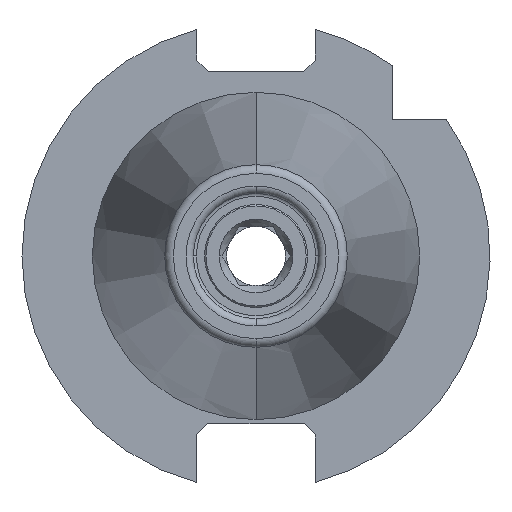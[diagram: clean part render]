
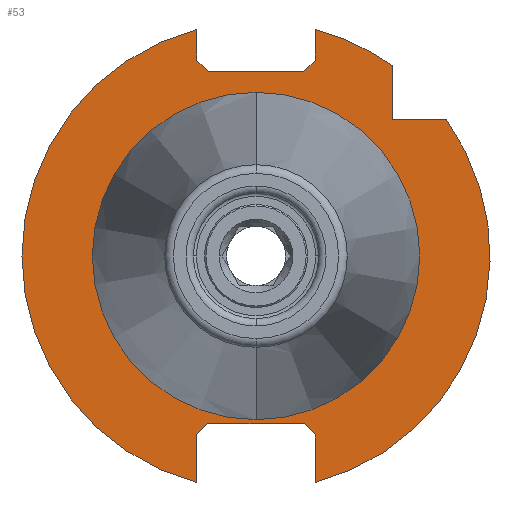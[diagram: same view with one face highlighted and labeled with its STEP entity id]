
A CAD part, left-side view. The second image highlights one B-rep face of the part: STEP entity #53.
In plain terms, the highlighted planar face has unit normal (-1, 0, 0).
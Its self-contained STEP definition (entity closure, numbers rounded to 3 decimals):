
#53 = ADVANCED_FACE ( 'NONE', ( #1330, #1337 ), #1962, .F. ) ;
#273 = VERTEX_POINT ( 'NONE', #3478 ) ;
#369 = VERTEX_POINT ( 'NONE', #3574 ) ;
#370 = VERTEX_POINT ( 'NONE', #3575 ) ;
#372 = VERTEX_POINT ( 'NONE', #3577 ) ;
#374 = VERTEX_POINT ( 'NONE', #3579 ) ;
#375 = VERTEX_POINT ( 'NONE', #3580 ) ;
#376 = VERTEX_POINT ( 'NONE', #3581 ) ;
#378 = VERTEX_POINT ( 'NONE', #3583 ) ;
#399 = VERTEX_POINT ( 'NONE', #3604 ) ;
#400 = VERTEX_POINT ( 'NONE', #3605 ) ;
#402 = VERTEX_POINT ( 'NONE', #3607 ) ;
#403 = VERTEX_POINT ( 'NONE', #3608 ) ;
#423 = VERTEX_POINT ( 'NONE', #3628 ) ;
#461 = VERTEX_POINT ( 'NONE', #3666 ) ;
#468 = VERTEX_POINT ( 'NONE', #3673 ) ;
#480 = VERTEX_POINT ( 'NONE', #3685 ) ;
#485 = VERTEX_POINT ( 'NONE', #3690 ) ;
#584 = EDGE_LOOP ( 'NONE', ( #984, #985, #986, #987, #988, #989, #990, #991, #992, #993, #994, #995, #996, #997, #998 ) ) ;
#603 = EDGE_LOOP ( 'NONE', ( #982, #983 ) ) ;
#982 = ORIENTED_EDGE ( 'NONE', *, *, #1395, .F. ) ;
#983 = ORIENTED_EDGE ( 'NONE', *, *, #1531, .F. ) ;
#984 = ORIENTED_EDGE ( 'NONE', *, *, #1532, .T. ) ;
#985 = ORIENTED_EDGE ( 'NONE', *, *, #1533, .T. ) ;
#986 = ORIENTED_EDGE ( 'NONE', *, *, #1475, .T. ) ;
#987 = ORIENTED_EDGE ( 'NONE', *, *, #1534, .T. ) ;
#988 = ORIENTED_EDGE ( 'NONE', *, *, #1535, .T. ) ;
#989 = ORIENTED_EDGE ( 'NONE', *, *, #1529, .T. ) ;
#990 = ORIENTED_EDGE ( 'NONE', *, *, #1536, .T. ) ;
#991 = ORIENTED_EDGE ( 'NONE', *, *, #1537, .T. ) ;
#992 = ORIENTED_EDGE ( 'NONE', *, *, #1538, .T. ) ;
#993 = ORIENTED_EDGE ( 'NONE', *, *, #1539, .T. ) ;
#994 = ORIENTED_EDGE ( 'NONE', *, *, #1540, .T. ) ;
#995 = ORIENTED_EDGE ( 'NONE', *, *, #5518, .T. ) ;
#996 = ORIENTED_EDGE ( 'NONE', *, *, #1541, .T. ) ;
#997 = ORIENTED_EDGE ( 'NONE', *, *, #1542, .T. ) ;
#998 = ORIENTED_EDGE ( 'NONE', *, *, #1543, .T. ) ;
#1330 = FACE_BOUND ( 'NONE', #603, .T. ) ;
#1337 = FACE_OUTER_BOUND ( 'NONE', #584, .T. ) ;
#1395 = EDGE_CURVE ( 'NONE', #273, #423, #2584, .T. ) ;
#1475 = EDGE_CURVE ( 'NONE', #461, #468, #2660, .T. ) ;
#1529 = EDGE_CURVE ( 'NONE', #400, #402, #2734, .T. ) ;
#1531 = EDGE_CURVE ( 'NONE', #423, #273, #2741, .T. ) ;
#1532 = EDGE_CURVE ( 'NONE', #403, #369, #2743, .T. ) ;
#1533 = EDGE_CURVE ( 'NONE', #369, #461, #2744, .T. ) ;
#1534 = EDGE_CURVE ( 'NONE', #468, #370, #2746, .T. ) ;
#1535 = EDGE_CURVE ( 'NONE', #370, #400, #2748, .T. ) ;
#1536 = EDGE_CURVE ( 'NONE', #402, #372, #2750, .T. ) ;
#1537 = EDGE_CURVE ( 'NONE', #372, #374, #2752, .T. ) ;
#1538 = EDGE_CURVE ( 'NONE', #374, #375, #2754, .T. ) ;
#1539 = EDGE_CURVE ( 'NONE', #375, #376, #2756, .T. ) ;
#1540 = EDGE_CURVE ( 'NONE', #376, #480, #2758, .T. ) ;
#1541 = EDGE_CURVE ( 'NONE', #485, #399, #2760, .T. ) ;
#1542 = EDGE_CURVE ( 'NONE', #399, #378, #2762, .T. ) ;
#1543 = EDGE_CURVE ( 'NONE', #378, #403, #2764, .T. ) ;
#1725 = AXIS2_PLACEMENT_3D ( 'NONE', #1959, #1964, #1965 ) ;
#1959 = CARTESIAN_POINT ( 'NONE',  ( 71.6, 22.225, 0. ) ) ;
#1962 = PLANE ( 'NONE',  #1725 ) ;
#1964 = DIRECTION ( 'NONE',  ( 1., 0., 0. ) ) ;
#1965 = DIRECTION ( 'NONE',  ( 0., 0., -1. ) ) ;
#2584 = CIRCLE ( 'NONE', #3290, 22.225 ) ;
#2660 = CIRCLE ( 'NONE', #3323, 31.775 ) ;
#2734 = CIRCLE ( 'NONE', #3339, 31.775 ) ;
#2741 = CIRCLE ( 'NONE', #3340, 22.225 ) ;
#2743 = LINE ( 'NONE', #4324, #2745 ) ;
#2744 = LINE ( 'NONE', #4332, #2747 ) ;
#2745 = VECTOR ( 'NONE', #4325, 1000. ) ;
#2746 = LINE ( 'NONE', #4334, #2749 ) ;
#2747 = VECTOR ( 'NONE', #4333, 1000. ) ;
#2748 = LINE ( 'NONE', #4336, #2751 ) ;
#2749 = VECTOR ( 'NONE', #4335, 1000. ) ;
#2750 = LINE ( 'NONE', #4338, #2753 ) ;
#2751 = VECTOR ( 'NONE', #4337, 1000. ) ;
#2752 = LINE ( 'NONE', #4340, #2755 ) ;
#2753 = VECTOR ( 'NONE', #4339, 1000. ) ;
#2754 = LINE ( 'NONE', #4342, #2757 ) ;
#2755 = VECTOR ( 'NONE', #4341, 1000. ) ;
#2756 = LINE ( 'NONE', #4344, #2759 ) ;
#2757 = VECTOR ( 'NONE', #4343, 1000. ) ;
#2758 = LINE ( 'NONE', #4346, #2761 ) ;
#2759 = VECTOR ( 'NONE', #4345, 1000. ) ;
#2760 = LINE ( 'NONE', #4348, #2763 ) ;
#2761 = VECTOR ( 'NONE', #4347, 1000. ) ;
#2762 = LINE ( 'NONE', #4350, #2765 ) ;
#2763 = VECTOR ( 'NONE', #4349, 1000. ) ;
#2764 = LINE ( 'NONE', #4352, #2767 ) ;
#2765 = VECTOR ( 'NONE', #4351, 1000. ) ;
#2767 = VECTOR ( 'NONE', #4353, 1000. ) ;
#2943 = CIRCLE ( 'NONE', #3392, 31.775 ) ;
#3290 = AXIS2_PLACEMENT_3D ( 'NONE', #3860, #3861, #3862 ) ;
#3323 = AXIS2_PLACEMENT_3D ( 'NONE', #4169, #4170, #4171 ) ;
#3339 = AXIS2_PLACEMENT_3D ( 'NONE', #4326, #4327, #4328 ) ;
#3340 = AXIS2_PLACEMENT_3D ( 'NONE', #4329, #4330, #4331 ) ;
#3392 = AXIS2_PLACEMENT_3D ( 'NONE', #4871, #4872, #4873 ) ;
#3478 = CARTESIAN_POINT ( 'NONE',  ( 71.6, 0., 22.225 ) ) ;
#3574 = CARTESIAN_POINT ( 'NONE',  ( 71.6, -8.05, -24.3 ) ) ;
#3575 = CARTESIAN_POINT ( 'NONE',  ( 71.6, -18.5, 18.5 ) ) ;
#3577 = CARTESIAN_POINT ( 'NONE',  ( 71.6, -8.05, 26.6 ) ) ;
#3579 = CARTESIAN_POINT ( 'NONE',  ( 71.6, -6.45, 25. ) ) ;
#3580 = CARTESIAN_POINT ( 'NONE',  ( 71.6, 6.45, 25. ) ) ;
#3581 = CARTESIAN_POINT ( 'NONE',  ( 71.6, 8.05, 26.6 ) ) ;
#3583 = CARTESIAN_POINT ( 'NONE',  ( 71.6, 6.55, -22.8 ) ) ;
#3604 = CARTESIAN_POINT ( 'NONE',  ( 71.6, 8.05, -24.3 ) ) ;
#3605 = CARTESIAN_POINT ( 'NONE',  ( 71.6, -18.5, 25.834 ) ) ;
#3607 = CARTESIAN_POINT ( 'NONE',  ( 71.6, -8.05, 30.738 ) ) ;
#3608 = CARTESIAN_POINT ( 'NONE',  ( 71.6, -6.55, -22.8 ) ) ;
#3628 = CARTESIAN_POINT ( 'NONE',  ( 71.6, 0., -22.225 ) ) ;
#3666 = CARTESIAN_POINT ( 'NONE',  ( 71.6, -8.05, -30.738 ) ) ;
#3673 = CARTESIAN_POINT ( 'NONE',  ( 71.6, -25.834, 18.5 ) ) ;
#3685 = CARTESIAN_POINT ( 'NONE',  ( 71.6, 8.05, 30.738 ) ) ;
#3690 = CARTESIAN_POINT ( 'NONE',  ( 71.6, 8.05, -30.738 ) ) ;
#3860 = CARTESIAN_POINT ( 'NONE',  ( 71.6, 0., 0. ) ) ;
#3861 = DIRECTION ( 'NONE',  ( -1., 0., 0. ) ) ;
#3862 = DIRECTION ( 'NONE',  ( 0., 0., 1. ) ) ;
#4169 = CARTESIAN_POINT ( 'NONE',  ( 71.6, 0., 0. ) ) ;
#4170 = DIRECTION ( 'NONE',  ( -1., 0., 0. ) ) ;
#4171 = DIRECTION ( 'NONE',  ( 0., 0., 1. ) ) ;
#4324 = CARTESIAN_POINT ( 'NONE',  ( 71.6, 19.238, 2.987 ) ) ;
#4325 = DIRECTION ( 'NONE',  ( 0., -0.707, -0.707 ) ) ;
#4326 = CARTESIAN_POINT ( 'NONE',  ( 71.6, 0., 0. ) ) ;
#4327 = DIRECTION ( 'NONE',  ( -1., 0., 0. ) ) ;
#4328 = DIRECTION ( 'NONE',  ( 0., 0., 1. ) ) ;
#4329 = CARTESIAN_POINT ( 'NONE',  ( 71.6, 0., 0. ) ) ;
#4330 = DIRECTION ( 'NONE',  ( -1., 0., 0. ) ) ;
#4331 = DIRECTION ( 'NONE',  ( 0., 0., 1. ) ) ;
#4332 = CARTESIAN_POINT ( 'NONE',  ( 71.6, -8.05, 0. ) ) ;
#4333 = DIRECTION ( 'NONE',  ( 0., 0., -1. ) ) ;
#4334 = CARTESIAN_POINT ( 'NONE',  ( 71.6, 22.225, 18.5 ) ) ;
#4335 = DIRECTION ( 'NONE',  ( 0., 1., 0. ) ) ;
#4336 = CARTESIAN_POINT ( 'NONE',  ( 71.6, -18.5, 0. ) ) ;
#4337 = DIRECTION ( 'NONE',  ( 0., 0., 1. ) ) ;
#4338 = CARTESIAN_POINT ( 'NONE',  ( 71.6, -8.05, 0. ) ) ;
#4339 = DIRECTION ( 'NONE',  ( 0., 0., -1. ) ) ;
#4340 = CARTESIAN_POINT ( 'NONE',  ( 71.6, 20.388, -1.837 ) ) ;
#4341 = DIRECTION ( 'NONE',  ( 0., 0.707, -0.707 ) ) ;
#4342 = CARTESIAN_POINT ( 'NONE',  ( 71.6, 22.225, 25. ) ) ;
#4343 = DIRECTION ( 'NONE',  ( 0., 1., 0. ) ) ;
#4344 = CARTESIAN_POINT ( 'NONE',  ( 71.6, 1.838, 20.388 ) ) ;
#4345 = DIRECTION ( 'NONE',  ( 0., 0.707, 0.707 ) ) ;
#4346 = CARTESIAN_POINT ( 'NONE',  ( 71.6, 8.05, 0. ) ) ;
#4347 = DIRECTION ( 'NONE',  ( 0., 0., 1. ) ) ;
#4348 = CARTESIAN_POINT ( 'NONE',  ( 71.6, 8.05, 0. ) ) ;
#4349 = DIRECTION ( 'NONE',  ( 0., 0., 1. ) ) ;
#4350 = CARTESIAN_POINT ( 'NONE',  ( 71.6, 2.988, -19.238 ) ) ;
#4351 = DIRECTION ( 'NONE',  ( 0., -0.707, 0.707 ) ) ;
#4352 = CARTESIAN_POINT ( 'NONE',  ( 71.6, 22.225, -22.8 ) ) ;
#4353 = DIRECTION ( 'NONE',  ( 0., -1., 0. ) ) ;
#4871 = CARTESIAN_POINT ( 'NONE',  ( 71.6, 0., 0. ) ) ;
#4872 = DIRECTION ( 'NONE',  ( -1., 0., 0. ) ) ;
#4873 = DIRECTION ( 'NONE',  ( 0., 0., 1. ) ) ;
#5518 = EDGE_CURVE ( 'NONE', #480, #485, #2943, .T. ) ;
